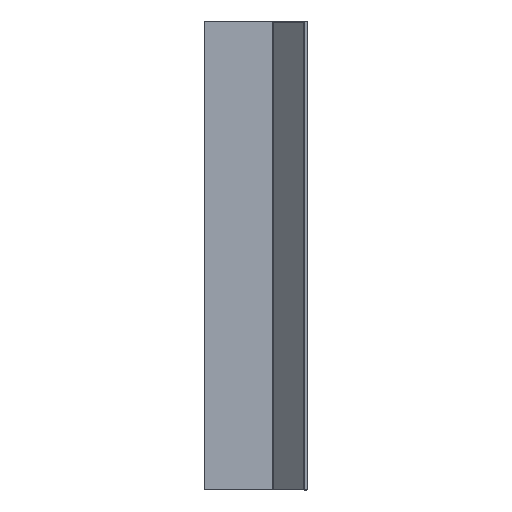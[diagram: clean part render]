
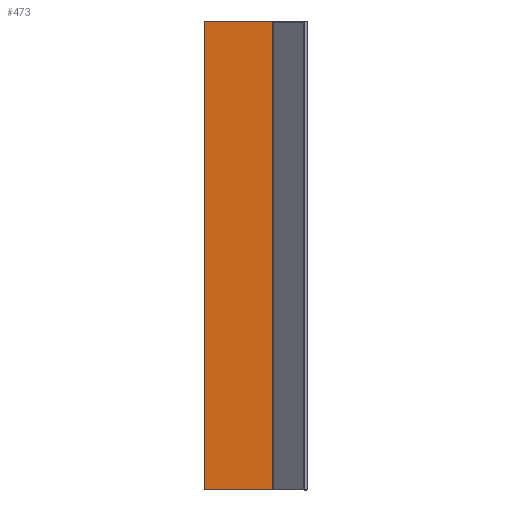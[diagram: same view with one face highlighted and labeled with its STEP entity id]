
A CAD part, front view. The second image highlights one B-rep face of the part: STEP entity #473.
In plain terms, the highlighted planar face has unit normal (0, -1, 0).
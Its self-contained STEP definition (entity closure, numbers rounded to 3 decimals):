
#88 = VECTOR ( 'NONE', #2746, 1000. ) ;
#205 = ORIENTED_EDGE ( 'NONE', *, *, #1564, .T. ) ;
#213 = CARTESIAN_POINT ( 'NONE',  ( -175.119, 226.149, 70. ) ) ;
#272 = ORIENTED_EDGE ( 'NONE', *, *, #2796, .F. ) ;
#473 = ADVANCED_FACE ( 'NONE', ( #2647 ), #478, .T. ) ;
#478 = PLANE ( 'NONE',  #705 ) ;
#521 = VERTEX_POINT ( 'NONE', #213 ) ;
#702 = CARTESIAN_POINT ( 'NONE',  ( -175.119, 226.149, -70. ) ) ;
#705 = AXIS2_PLACEMENT_3D ( 'NONE', #1673, #2941, #942 ) ;
#734 = LINE ( 'NONE', #766, #88 ) ;
#739 = VECTOR ( 'NONE', #2853, 1000. ) ;
#763 = ORIENTED_EDGE ( 'NONE', *, *, #2097, .F. ) ;
#766 = CARTESIAN_POINT ( 'NONE',  ( -174.4, 226.149, -70. ) ) ;
#942 = DIRECTION ( 'NONE',  ( 1., 0., 0. ) ) ;
#1005 = VECTOR ( 'NONE', #2196, 1000. ) ;
#1046 = ORIENTED_EDGE ( 'NONE', *, *, #2476, .T. ) ;
#1318 = VERTEX_POINT ( 'NONE', #2015 ) ;
#1518 = CARTESIAN_POINT ( 'NONE',  ( -195.5, 226.149, -70. ) ) ;
#1535 = EDGE_LOOP ( 'NONE', ( #205, #272, #763, #1046 ) ) ;
#1549 = VECTOR ( 'NONE', #2662, 1000. ) ;
#1564 = EDGE_CURVE ( 'NONE', #1318, #2976, #2247, .T. ) ;
#1673 = CARTESIAN_POINT ( 'NONE',  ( -174.4, 226.149, 265.087 ) ) ;
#1676 = LINE ( 'NONE', #3082, #739 ) ;
#1954 = CARTESIAN_POINT ( 'NONE',  ( -175.119, 226.149, 265.087 ) ) ;
#2015 = CARTESIAN_POINT ( 'NONE',  ( -195.5, 226.149, 70. ) ) ;
#2097 = EDGE_CURVE ( 'NONE', #521, #3095, #2599, .T. ) ;
#2196 = DIRECTION ( 'NONE',  ( 0., 0., -1. ) ) ;
#2247 = LINE ( 'NONE', #2864, #1549 ) ;
#2476 = EDGE_CURVE ( 'NONE', #521, #1318, #1676, .T. ) ;
#2599 = LINE ( 'NONE', #1954, #1005 ) ;
#2647 = FACE_OUTER_BOUND ( 'NONE', #1535, .T. ) ;
#2662 = DIRECTION ( 'NONE',  ( 0., 0., -1. ) ) ;
#2746 = DIRECTION ( 'NONE',  ( -1., 0., 0. ) ) ;
#2796 = EDGE_CURVE ( 'NONE', #3095, #2976, #734, .T. ) ;
#2853 = DIRECTION ( 'NONE',  ( -1., 0., 0. ) ) ;
#2864 = CARTESIAN_POINT ( 'NONE',  ( -195.5, 226.149, 265.087 ) ) ;
#2941 = DIRECTION ( 'NONE',  ( 0., -1., 0. ) ) ;
#2976 = VERTEX_POINT ( 'NONE', #1518 ) ;
#3082 = CARTESIAN_POINT ( 'NONE',  ( -174.4, 226.149, 70. ) ) ;
#3095 = VERTEX_POINT ( 'NONE', #702 ) ;
